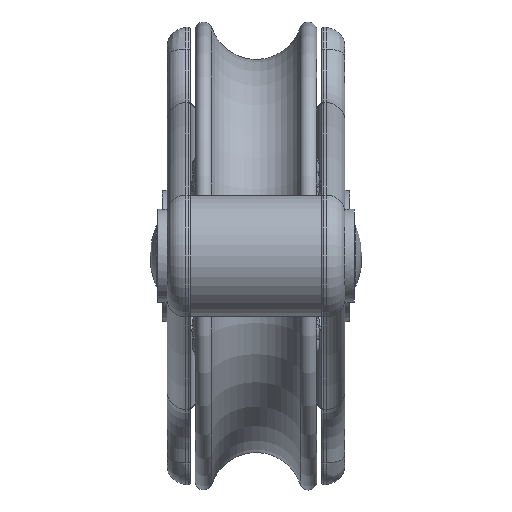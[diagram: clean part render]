
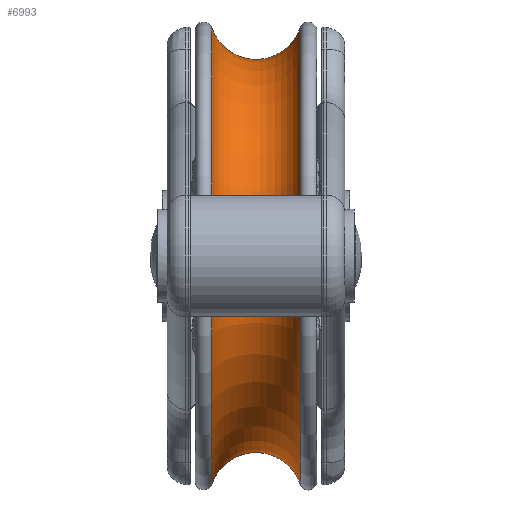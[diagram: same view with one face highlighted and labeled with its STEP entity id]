
A CAD part, front view. The second image highlights one B-rep face of the part: STEP entity #6993.
In plain terms, the highlighted toroidal (fillet/blend) face has major radius 26 mm and minor radius 5 mm.
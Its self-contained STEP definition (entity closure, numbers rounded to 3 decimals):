
#288=TOROIDAL_SURFACE('',#8049,26.,5.);
#473=FACE_BOUND('',#1614,.T.);
#1011=FACE_OUTER_BOUND('',#1613,.T.);
#1613=EDGE_LOOP('',(#6352));
#1614=EDGE_LOOP('',(#6353));
#2410=CIRCLE('',#8050,24.385);
#2411=CIRCLE('',#8051,24.385);
#3387=VERTEX_POINT('',#15181);
#3388=VERTEX_POINT('',#15183);
#4384=EDGE_CURVE('',#3387,#3387,#2410,.T.);
#4385=EDGE_CURVE('',#3388,#3388,#2411,.T.);
#6352=ORIENTED_EDGE('',*,*,#4384,.F.);
#6353=ORIENTED_EDGE('',*,*,#4385,.T.);
#6993=ADVANCED_FACE('',(#1011,#473),#288,.F.);
#8049=AXIS2_PLACEMENT_3D('',#15180,#10318,#10319);
#8050=AXIS2_PLACEMENT_3D('',#15182,#10320,#10321);
#8051=AXIS2_PLACEMENT_3D('',#15184,#10322,#10323);
#10318=DIRECTION('center_axis',(-1.,0.,0.));
#10319=DIRECTION('ref_axis',(0.,0.,
-1.));
#10320=DIRECTION('center_axis',(-1.,0.,0.));
#10321=DIRECTION('ref_axis',(0.,-1.,0.));
#10322=DIRECTION('center_axis',(-1.,0.,0.));
#10323=DIRECTION('ref_axis',(0.,-1.,0.));
#15180=CARTESIAN_POINT('Origin',(0.,0.,0.));
#15181=CARTESIAN_POINT('',(-4.732,-24.385,0.));
#15182=CARTESIAN_POINT('Origin',(-4.732,0.,
0.));
#15183=CARTESIAN_POINT('',(4.732,-24.385,0.));
#15184=CARTESIAN_POINT('Origin',(4.732,0.,0.));
